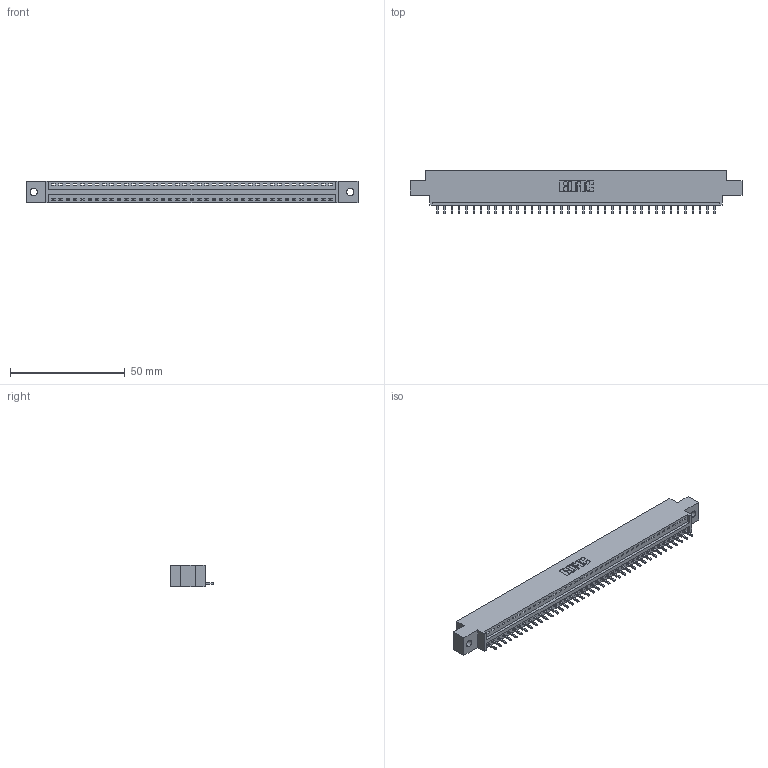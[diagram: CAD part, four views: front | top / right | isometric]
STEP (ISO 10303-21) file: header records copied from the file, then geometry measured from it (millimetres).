
FILE_DESCRIPTION (( 'STEP AP203' ), '1' );
FILE_NAME ('346-039-521-602.STEP', '2018-08-24T07:06:43', ( '' ), ( '' ), 'SwSTEP 2.0', 'SolidWorks 2016', '' );
FILE_SCHEMA (( 'CONFIG_CONTROL_DESIGN' ));
Length unit declared in the file: inch
Products named in the file (3): 346 Part_0.170 Offset - 0.128 Dia; 345-292-001_345-293-121; 346-039-521-602
Assembly tree (40 placements, depth 2):
  346-039-521-602
    346 Part_0.170 Offset - 0.128 Dia
    345-292-001_345-293-121  x39
Bounding box: 144.4 x 19.05 x 9.4 mm (x, y, z)
Volume: 13499.3 mm3; surface area: 16287.7 mm2
Topology: 40 solids, 40 shells, 2388 faces, 7205 edges, 4750 vertices
Faces by surface type: plane 1640, cylinder 748
Entity records: 24761 total; most frequent: CARTESIAN_POINT 4253, ORIENTED_EDGE 4226, DIRECTION 3755, EDGE_CURVE 2113, VECTOR 1825, LINE 1825, VERTEX_POINT 1406, AXIS2_PLACEMENT_3D 965
